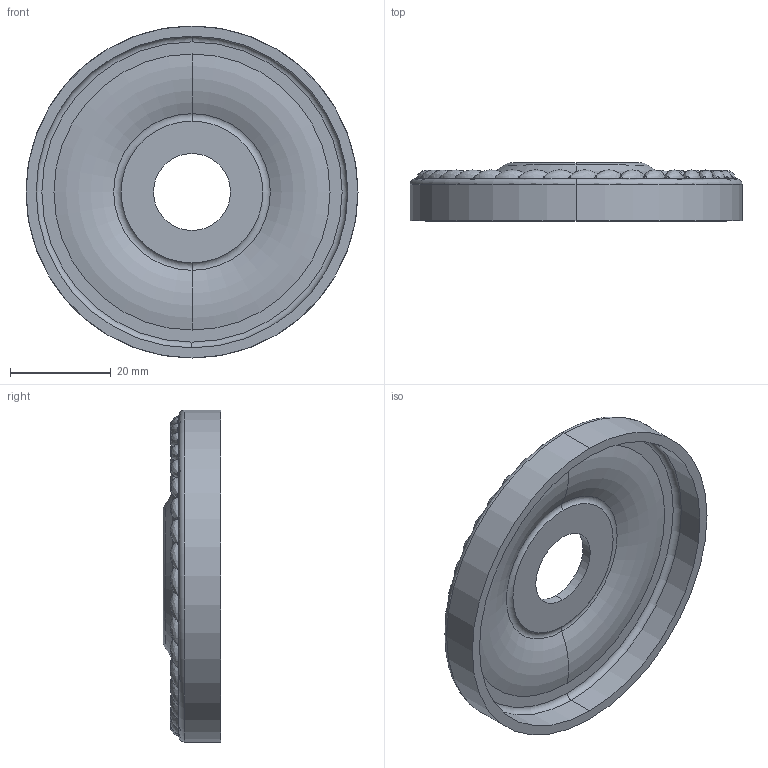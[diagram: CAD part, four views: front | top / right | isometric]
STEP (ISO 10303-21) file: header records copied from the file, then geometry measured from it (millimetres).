
FILE_DESCRIPTION((''),'2;1');
FILE_NAME('1500C','2015-02-12T',('rsmith'),(''),'PRO/ENGINEER BY PARAMETRIC TECHNOLOGY CORPORATION, 2013150','PRO/ENGINEER BY PARAMETRIC TECHNOLOGY CORPORATION, 2013150','');
FILE_SCHEMA(('CONFIG_CONTROL_DESIGN'));
Length unit declared in the file: inch
Products named in the file (1): 1500C
Bounding box: 65.79 x 11.48 x 65.79 mm (x, y, z)
Volume: 10254.2 mm3; surface area: 15872.4 mm2
Topology: 1 solids, 2 shells, 194 faces, 918 edges, 584 vertices
Faces by surface type: bspline 114, sphere 38, torus 18, plane 12, cylinder 12
Entity records: 13206 total; most frequent: CARTESIAN_POINT 6445, DIRECTION 1530, ORIENTED_EDGE 1452, EDGE_CURVE 842, AXIS2_PLACEMENT_3D 759, CIRCLE 678, VERTEX_POINT 584, EDGE_LOOP 206
